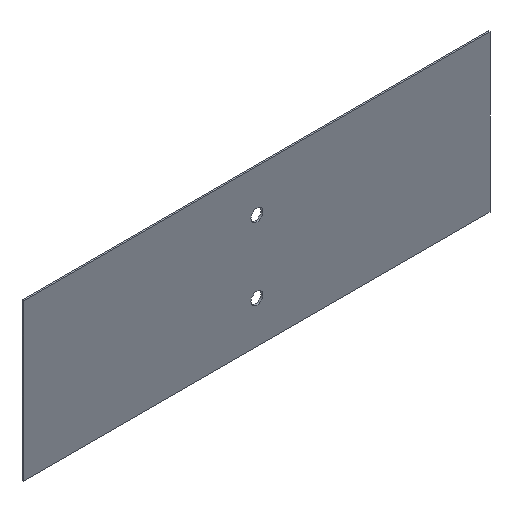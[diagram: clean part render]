
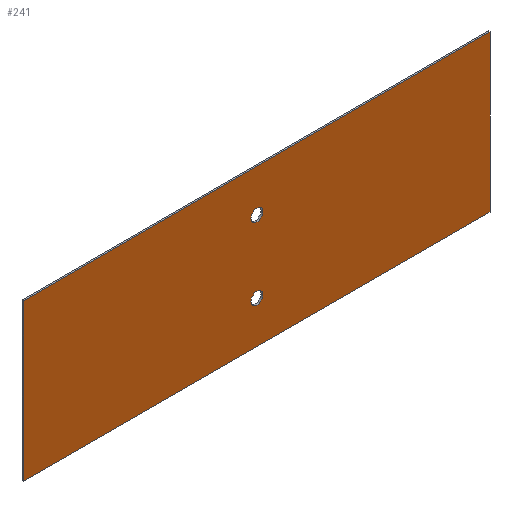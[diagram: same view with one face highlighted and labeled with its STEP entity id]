
A CAD part, isometric view. The second image highlights one B-rep face of the part: STEP entity #241.
In plain terms, the highlighted planar face has unit normal (0, -1, 0).
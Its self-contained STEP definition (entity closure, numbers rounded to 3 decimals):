
#59 = CARTESIAN_POINT ( 'NONE',  ( 2.5, 0., -47.5 ) ) ;
#61 = CARTESIAN_POINT ( 'NONE',  ( 2.5, 0., -17.5 ) ) ;
#66 = CARTESIAN_POINT ( 'NONE',  ( -97., 0., -65. ) ) ;
#68 = PLANE ( 'NONE',  #147 ) ;
#70 = DIRECTION ( 'NONE',  ( 1., 0., 0. ) ) ;
#75 = DIRECTION ( 'NONE',  ( 0., -1., 0. ) ) ;
#79 = EDGE_LOOP ( 'NONE', ( #202, #209, #208, #225 ) ) ;
#82 = EDGE_LOOP ( 'NONE', ( #178 ) ) ;
#85 = VERTEX_POINT ( 'NONE', #172 ) ;
#89 = VERTEX_POINT ( 'NONE', #153 ) ;
#90 = VERTEX_POINT ( 'NONE', #152 ) ;
#91 = VERTEX_POINT ( 'NONE', #157 ) ;
#101 = EDGE_CURVE ( 'NONE', #89, #91, #204, .T. ) ;
#102 = EDGE_CURVE ( 'NONE', #89, #90, #205, .T. ) ;
#103 = AXIS2_PLACEMENT_3D ( 'NONE', #159, #149, #154 ) ;
#104 = AXIS2_PLACEMENT_3D ( 'NONE', #166, #163, #161 ) ;
#112 = EDGE_CURVE ( 'NONE', #299, #299, #199, .T. ) ;
#131 = EDGE_CURVE ( 'NONE', #302, #302, #197, .T. ) ;
#132 = EDGE_CURVE ( 'NONE', #90, #85, #193, .T. ) ;
#133 = EDGE_CURVE ( 'NONE', #91, #85, #201, .T. ) ;
#147 = AXIS2_PLACEMENT_3D ( 'NONE', #66, #75, #70 ) ;
#148 = CARTESIAN_POINT ( 'NONE',  ( -97., 0., 0. ) ) ;
#149 = DIRECTION ( 'NONE',  ( 0., -1., 0. ) ) ;
#150 = CARTESIAN_POINT ( 'NONE',  ( -97., 0., -65. ) ) ;
#151 = CARTESIAN_POINT ( 'NONE',  ( 97., 0., -65. ) ) ;
#152 = CARTESIAN_POINT ( 'NONE',  ( -97., 0., 0. ) ) ;
#153 = CARTESIAN_POINT ( 'NONE',  ( -97., 0., -65. ) ) ;
#154 = DIRECTION ( 'NONE',  ( 1., 0., 0. ) ) ;
#156 = DIRECTION ( 'NONE',  ( 1., 0., 0. ) ) ;
#157 = CARTESIAN_POINT ( 'NONE',  ( 97., 0., -65. ) ) ;
#159 = CARTESIAN_POINT ( 'NONE',  ( 0., 0., -47.5 ) ) ;
#161 = DIRECTION ( 'NONE',  ( 1., 0., 0. ) ) ;
#163 = DIRECTION ( 'NONE',  ( 0., 1., 0. ) ) ;
#164 = CARTESIAN_POINT ( 'NONE',  ( -97., 0., -65. ) ) ;
#166 = CARTESIAN_POINT ( 'NONE',  ( 0., 0., -17.5 ) ) ;
#167 = DIRECTION ( 'NONE',  ( 0., 0., 1. ) ) ;
#170 = DIRECTION ( 'NONE',  ( 1., 0., 0. ) ) ;
#172 = CARTESIAN_POINT ( 'NONE',  ( 97., 0., 0. ) ) ;
#173 = DIRECTION ( 'NONE',  ( 0., 0., 1. ) ) ;
#178 = ORIENTED_EDGE ( 'NONE', *, *, #112, .F. ) ;
#180 = EDGE_LOOP ( 'NONE', ( #203 ) ) ;
#190 = VECTOR ( 'NONE', #156, 1000. ) ;
#191 = VECTOR ( 'NONE', #167, 1000. ) ;
#193 = LINE ( 'NONE', #148, #190 ) ;
#195 = VECTOR ( 'NONE', #170, 1000. ) ;
#197 = CIRCLE ( 'NONE', #104, 2.5 ) ;
#199 = CIRCLE ( 'NONE', #103, 2.5 ) ;
#200 = VECTOR ( 'NONE', #173, 1000. ) ;
#201 = LINE ( 'NONE', #151, #191 ) ;
#202 = ORIENTED_EDGE ( 'NONE', *, *, #132, .F. ) ;
#203 = ORIENTED_EDGE ( 'NONE', *, *, #131, .T. ) ;
#204 = LINE ( 'NONE', #164, #195 ) ;
#205 = LINE ( 'NONE', #150, #200 ) ;
#208 = ORIENTED_EDGE ( 'NONE', *, *, #101, .T. ) ;
#209 = ORIENTED_EDGE ( 'NONE', *, *, #102, .F. ) ;
#225 = ORIENTED_EDGE ( 'NONE', *, *, #133, .T. ) ;
#241 = ADVANCED_FACE ( 'NONE', ( #282, #280, #295 ), #68, .T. ) ;
#280 = FACE_OUTER_BOUND ( 'NONE', #79, .T. ) ;
#282 = FACE_BOUND ( 'NONE', #82, .T. ) ;
#295 = FACE_BOUND ( 'NONE', #180, .T. ) ;
#299 = VERTEX_POINT ( 'NONE', #59 ) ;
#302 = VERTEX_POINT ( 'NONE', #61 ) ;
